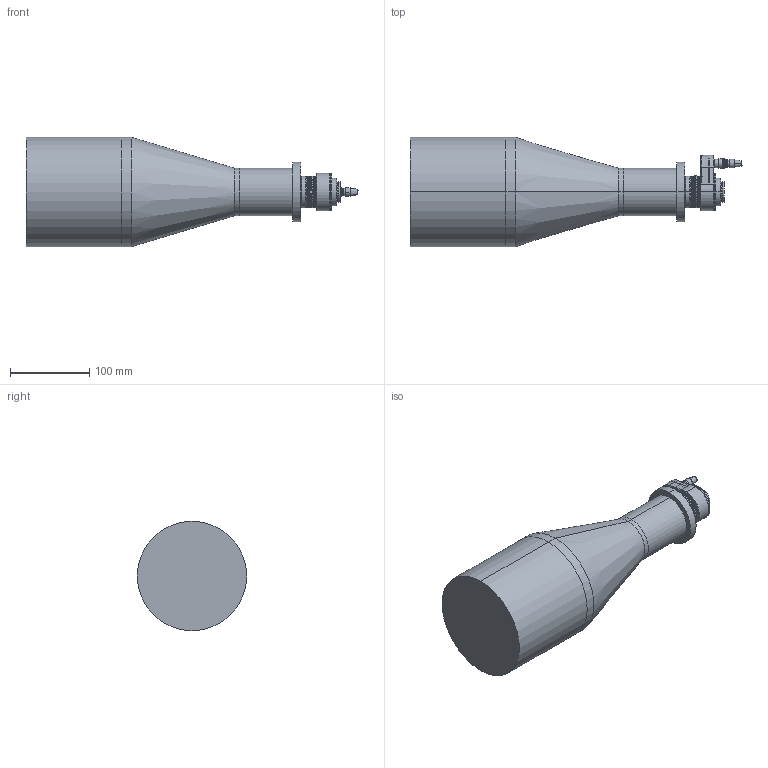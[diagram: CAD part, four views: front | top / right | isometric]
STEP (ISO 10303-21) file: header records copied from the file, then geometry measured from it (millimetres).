
FILE_DESCRIPTION (( 'STEP AP203' ), '1' );
FILE_NAME ('S5VPJ1565_01.STEP', '2017-05-04T05:28:25', ( '' ), ( '' ), 'SwSTEP 2.0', 'SolidWorks 2016', '' );
FILE_SCHEMA (( 'CONFIG_CONTROL_DESIGN' ));
Length unit declared in the file: millimetre
Products named in the file (1): S5VPJ1565_01
Bounding box: 418.79 x 138 x 138 mm (x, y, z)
Surface area: 153771 mm2 (no closed solid volume)
Topology: 0 solids, 9 shells, 1183 faces, 3388 edges, 2209 vertices
Faces by surface type: plane 781, cylinder 278, cone 86, bspline 30, torus 8
Entity records: 40466 total; most frequent: CARTESIAN_POINT 10245, ORIENTED_EDGE 6760, DIRECTION 5652, EDGE_CURVE 3388, VECTOR 2286, LINE 2286, VERTEX_POINT 2209, AXIS2_PLACEMENT_3D 1683
